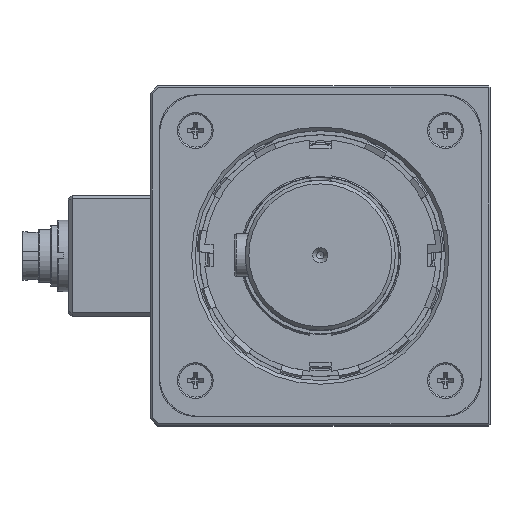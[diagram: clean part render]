
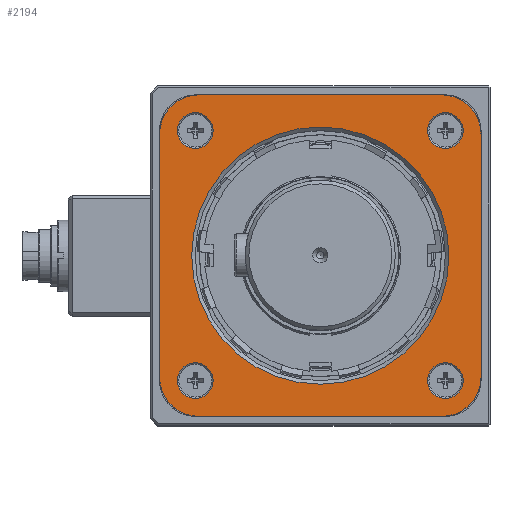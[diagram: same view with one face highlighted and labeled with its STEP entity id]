
A CAD part, top view. The second image highlights one B-rep face of the part: STEP entity #2194.
In plain terms, the highlighted planar face has unit normal (0, 0, 1).
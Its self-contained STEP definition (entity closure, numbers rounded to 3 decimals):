
#2194 = ADVANCED_FACE( '', ( #4746, #4747, #4748, #4749, #4750, #4751 ), #4752, .T. );
#4746 = FACE_BOUND( '', #8210, .T. );
#4747 = FACE_BOUND( '', #8211, .T. );
#4748 = FACE_BOUND( '', #8212, .T. );
#4749 = FACE_BOUND( '', #8213, .T. );
#4750 = FACE_BOUND( '', #8214, .T. );
#4751 = FACE_OUTER_BOUND( '', #8215, .T. );
#4752 = PLANE( '', #8216 );
#8210 = EDGE_LOOP( '', ( #12783 ) );
#8211 = EDGE_LOOP( '', ( #12784 ) );
#8212 = EDGE_LOOP( '', ( #12785 ) );
#8213 = EDGE_LOOP( '', ( #12786 ) );
#8214 = EDGE_LOOP( '', ( #12787 ) );
#8215 = EDGE_LOOP( '', ( #12788, #12789, #12790, #12791, #12792, #12793, #12794, #12795 ) );
#8216 = AXIS2_PLACEMENT_3D( '', #12796, #12797, #12798 );
#12783 = ORIENTED_EDGE( '', *, *, #19975, .T. );
#12784 = ORIENTED_EDGE( '', *, *, #19976, .T. );
#12785 = ORIENTED_EDGE( '', *, *, #19977, .T. );
#12786 = ORIENTED_EDGE( '', *, *, #19978, .T. );
#12787 = ORIENTED_EDGE( '', *, *, #19979, .T. );
#12788 = ORIENTED_EDGE( '', *, *, #19980, .T. );
#12789 = ORIENTED_EDGE( '', *, *, #19981, .T. );
#12790 = ORIENTED_EDGE( '', *, *, #19982, .T. );
#12791 = ORIENTED_EDGE( '', *, *, #19983, .T. );
#12792 = ORIENTED_EDGE( '', *, *, #19915, .T. );
#12793 = ORIENTED_EDGE( '', *, *, #19889, .T. );
#12794 = ORIENTED_EDGE( '', *, *, #19984, .T. );
#12795 = ORIENTED_EDGE( '', *, *, #19985, .T. );
#12796 = CARTESIAN_POINT( '', ( -45., -45., 10. ) );
#12797 = DIRECTION( '', ( 0., 0., 1. ) );
#12798 = DIRECTION( '', ( 1., 0., 0. ) );
#19889 = EDGE_CURVE( '', #23635, #23636, #23637, .T. );
#19915 = EDGE_CURVE( '', #23675, #23635, #23676, .T. );
#19975 = EDGE_CURVE( '', #23768, #23768, #23769, .F. );
#19976 = EDGE_CURVE( '', #23770, #23770, #23771, .T. );
#19977 = EDGE_CURVE( '', #23772, #23772, #23773, .T. );
#19978 = EDGE_CURVE( '', #23774, #23774, #23775, .T. );
#19979 = EDGE_CURVE( '', #23776, #23776, #23777, .T. );
#19980 = EDGE_CURVE( '', #23778, #23779, #23780, .T. );
#19981 = EDGE_CURVE( '', #23779, #23781, #23782, .T. );
#19982 = EDGE_CURVE( '', #23781, #23783, #23784, .T. );
#19983 = EDGE_CURVE( '', #23783, #23675, #23785, .T. );
#19984 = EDGE_CURVE( '', #23636, #23786, #23787, .T. );
#19985 = EDGE_CURVE( '', #23786, #23778, #23788, .T. );
#23635 = VERTEX_POINT( '', #28825 );
#23636 = VERTEX_POINT( '', #28826 );
#23637 = CIRCLE( '', #28827, 11. );
#23675 = VERTEX_POINT( '', #28880 );
#23676 = LINE( '', #28881, #28882 );
#23768 = VERTEX_POINT( '', #29009 );
#23769 = CIRCLE( '', #29010, 36. );
#23770 = VERTEX_POINT( '', #29011 );
#23771 = CIRCLE( '', #29012, 5. );
#23772 = VERTEX_POINT( '', #29013 );
#23773 = CIRCLE( '', #29014, 5. );
#23774 = VERTEX_POINT( '', #29015 );
#23775 = CIRCLE( '', #29016, 5. );
#23776 = VERTEX_POINT( '', #29017 );
#23777 = CIRCLE( '', #29018, 5. );
#23778 = VERTEX_POINT( '', #29019 );
#23779 = VERTEX_POINT( '', #29020 );
#23780 = LINE( '', #29021, #29022 );
#23781 = VERTEX_POINT( '', #29023 );
#23782 = CIRCLE( '', #29024, 11. );
#23783 = VERTEX_POINT( '', #29025 );
#23784 = LINE( '', #29026, #29027 );
#23785 = CIRCLE( '', #29028, 11. );
#23786 = VERTEX_POINT( '', #29029 );
#23787 = LINE( '', #29030, #29031 );
#23788 = CIRCLE( '', #29032, 11. );
#28825 = CARTESIAN_POINT( '', ( 45., 34., 10. ) );
#28826 = CARTESIAN_POINT( '', ( 34., 45., 10. ) );
#28827 = AXIS2_PLACEMENT_3D( '', #34244, #34245, #34246 );
#28880 = CARTESIAN_POINT( '', ( 45., -34., 10. ) );
#28881 = CARTESIAN_POINT( '', ( 45., -45., 10. ) );
#28882 = VECTOR( '', #34271, 1000. );
#29009 = CARTESIAN_POINT( '', ( 36., 0., 10. ) );
#29010 = AXIS2_PLACEMENT_3D( '', #34340, #34341, #34342 );
#29011 = CARTESIAN_POINT( '', ( -40., -35., 10. ) );
#29012 = AXIS2_PLACEMENT_3D( '', #34343, #34344, #34345 );
#29013 = CARTESIAN_POINT( '', ( 35., -40., 10. ) );
#29014 = AXIS2_PLACEMENT_3D( '', #34346, #34347, #34348 );
#29015 = CARTESIAN_POINT( '', ( 40., 35., 10. ) );
#29016 = AXIS2_PLACEMENT_3D( '', #34349, #34350, #34351 );
#29017 = CARTESIAN_POINT( '', ( -35., 40., 10. ) );
#29018 = AXIS2_PLACEMENT_3D( '', #34352, #34353, #34354 );
#29019 = CARTESIAN_POINT( '', ( -45., 34., 10. ) );
#29020 = CARTESIAN_POINT( '', ( -45., -34., 10. ) );
#29021 = CARTESIAN_POINT( '', ( -45., 45., 10. ) );
#29022 = VECTOR( '', #34355, 1000. );
#29023 = CARTESIAN_POINT( '', ( -34., -45., 10. ) );
#29024 = AXIS2_PLACEMENT_3D( '', #34356, #34357, #34358 );
#29025 = CARTESIAN_POINT( '', ( 34., -45., 10. ) );
#29026 = CARTESIAN_POINT( '', ( -45., -45., 10. ) );
#29027 = VECTOR( '', #34359, 1000. );
#29028 = AXIS2_PLACEMENT_3D( '', #34360, #34361, #34362 );
#29029 = CARTESIAN_POINT( '', ( -34., 45., 10. ) );
#29030 = CARTESIAN_POINT( '', ( 45., 45., 10. ) );
#29031 = VECTOR( '', #34363, 1000. );
#29032 = AXIS2_PLACEMENT_3D( '', #34364, #34365, #34366 );
#34244 = CARTESIAN_POINT( '', ( 34., 34., 10. ) );
#34245 = DIRECTION( '', ( 0., 0., 1. ) );
#34246 = DIRECTION( '', ( 1., 0., 0. ) );
#34271 = DIRECTION( '', ( 0., 1., 0. ) );
#34340 = CARTESIAN_POINT( '', ( 0., 0., 10. ) );
#34341 = DIRECTION( '', ( 0., 0., 1. ) );
#34342 = DIRECTION( '', ( 1., 0., 0. ) );
#34343 = CARTESIAN_POINT( '', ( -35., -35., 10. ) );
#34344 = DIRECTION( '', ( 0., 0., -1. ) );
#34345 = DIRECTION( '', ( -1., 0., 0. ) );
#34346 = CARTESIAN_POINT( '', ( 35., -35., 10. ) );
#34347 = DIRECTION( '', ( 0., 0., -1. ) );
#34348 = DIRECTION( '', ( 0., -1., 0. ) );
#34349 = CARTESIAN_POINT( '', ( 35., 35., 10. ) );
#34350 = DIRECTION( '', ( 0., 0., -1. ) );
#34351 = DIRECTION( '', ( 1., 0., 0. ) );
#34352 = CARTESIAN_POINT( '', ( -35., 35., 10. ) );
#34353 = DIRECTION( '', ( 0., 0., -1. ) );
#34354 = DIRECTION( '', ( 0., 1., 0. ) );
#34355 = DIRECTION( '', ( 0., -1., 0. ) );
#34356 = CARTESIAN_POINT( '', ( -34., -34., 10. ) );
#34357 = DIRECTION( '', ( 0., 0., 1. ) );
#34358 = DIRECTION( '', ( 1., 0., 0. ) );
#34359 = DIRECTION( '', ( 1., 0., 0. ) );
#34360 = CARTESIAN_POINT( '', ( 34., -34., 10. ) );
#34361 = DIRECTION( '', ( 0., 0., 1. ) );
#34362 = DIRECTION( '', ( 1., 0., 0. ) );
#34363 = DIRECTION( '', ( -1., 0., 0. ) );
#34364 = CARTESIAN_POINT( '', ( -34., 34., 10. ) );
#34365 = DIRECTION( '', ( 0., 0., 1. ) );
#34366 = DIRECTION( '', ( 1., 0., 0. ) );
